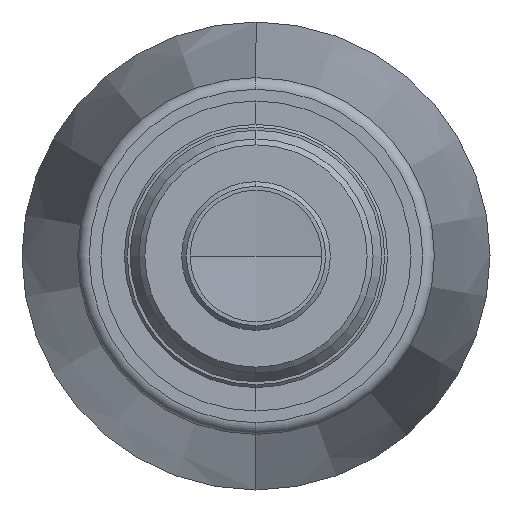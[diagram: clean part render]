
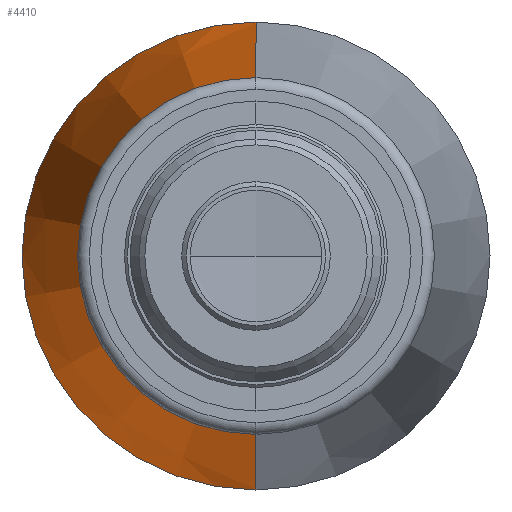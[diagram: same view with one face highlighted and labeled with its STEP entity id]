
A CAD part, left-side view. The second image highlights one B-rep face of the part: STEP entity #4410.
In plain terms, the highlighted conical face has half-angle 8.65 degrees and reference radius 25.985 mm.
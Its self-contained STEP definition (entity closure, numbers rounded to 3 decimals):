
#24 = DIRECTION ( 'NONE',  ( 1., 0., 0. ) ) ;
#157 = CARTESIAN_POINT ( 'NONE',  ( 214.306, 0., 40. ) ) ;
#341 = CARTESIAN_POINT ( 'NONE',  ( 122.176, 0., -25.985 ) ) ;
#384 = EDGE_LOOP ( 'NONE', ( #709, #3040, #637, #2496 ) ) ;
#637 = ORIENTED_EDGE ( 'NONE', *, *, #2551, .F. ) ;
#709 = ORIENTED_EDGE ( 'NONE', *, *, #2447, .T. ) ;
#723 = CARTESIAN_POINT ( 'NONE',  ( 214.306, 0., -40. ) ) ;
#988 = EDGE_CURVE ( 'NONE', #5404, #3357, #1923, .T. ) ;
#1246 = CARTESIAN_POINT ( 'NONE',  ( 122.176, 0., 0. ) ) ;
#1469 = CARTESIAN_POINT ( 'NONE',  ( 122.176, 0., 25.985 ) ) ;
#1692 = DIRECTION ( 'NONE',  ( 0., 0., -1. ) ) ;
#1896 = FACE_OUTER_BOUND ( 'NONE', #384, .T. ) ;
#1923 = LINE ( 'NONE', #2818, #3066 ) ;
#1989 = CARTESIAN_POINT ( 'NONE',  ( 122.176, 0., 25.985 ) ) ;
#2133 = DIRECTION ( 'NONE',  ( 1., 0., 0. ) ) ;
#2170 = CARTESIAN_POINT ( 'NONE',  ( 122.176, 0., 0. ) ) ;
#2215 = AXIS2_PLACEMENT_3D ( 'NONE', #1246, #4268, #1692 ) ;
#2285 = LINE ( 'NONE', #1469, #4428 ) ;
#2447 = EDGE_CURVE ( 'NONE', #5404, #2789, #3335, .T. ) ;
#2496 = ORIENTED_EDGE ( 'NONE', *, *, #988, .F. ) ;
#2551 = EDGE_CURVE ( 'NONE', #3357, #4605, #3135, .T. ) ;
#2617 = CARTESIAN_POINT ( 'NONE',  ( 214.306, 0., 0. ) ) ;
#2768 = DIRECTION ( 'NONE',  ( 0.989, 0., 0.15 ) ) ;
#2789 = VERTEX_POINT ( 'NONE', #1989 ) ;
#2818 = CARTESIAN_POINT ( 'NONE',  ( 122.176, 0., -25.985 ) ) ;
#3040 = ORIENTED_EDGE ( 'NONE', *, *, #3241, .T. ) ;
#3050 = DIRECTION ( 'NONE',  ( 0., 0., -1. ) ) ;
#3066 = VECTOR ( 'NONE', #5391, 1000. ) ;
#3135 = CIRCLE ( 'NONE', #5071, 40. ) ;
#3241 = EDGE_CURVE ( 'NONE', #2789, #4605, #2285, .T. ) ;
#3335 = CIRCLE ( 'NONE', #2215, 25.985 ) ;
#3357 = VERTEX_POINT ( 'NONE', #723 ) ;
#3515 = CONICAL_SURFACE ( 'NONE', #5185, 25.985, 0.151 ) ;
#4268 = DIRECTION ( 'NONE',  ( 1., 0., 0. ) ) ;
#4410 = ADVANCED_FACE ( 'NONE', ( #1896 ), #3515, .T. ) ;
#4428 = VECTOR ( 'NONE', #2768, 1000. ) ;
#4605 = VERTEX_POINT ( 'NONE', #157 ) ;
#4750 = DIRECTION ( 'NONE',  ( 0., 0., -1. ) ) ;
#5071 = AXIS2_PLACEMENT_3D ( 'NONE', #2617, #24, #3050 ) ;
#5185 = AXIS2_PLACEMENT_3D ( 'NONE', #2170, #2133, #4750 ) ;
#5391 = DIRECTION ( 'NONE',  ( 0.989, 0., -0.15 ) ) ;
#5404 = VERTEX_POINT ( 'NONE', #341 ) ;
